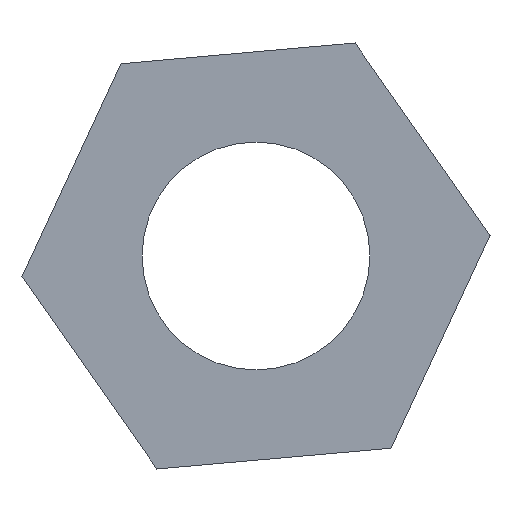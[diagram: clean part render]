
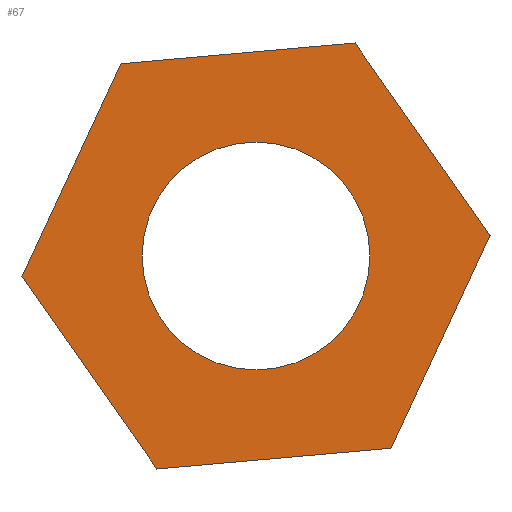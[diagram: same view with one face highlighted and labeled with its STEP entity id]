
A CAD part, left-side view. The second image highlights one B-rep face of the part: STEP entity #67.
In plain terms, the highlighted planar face has unit normal (-1, 0, 0).
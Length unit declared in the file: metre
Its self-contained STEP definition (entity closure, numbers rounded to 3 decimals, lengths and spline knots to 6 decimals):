
#67 = ADVANCED_FACE( '', ( #136, #137 ), #138, .F. );
#136 = FACE_OUTER_BOUND( '', #208, .T. );
#137 = FACE_BOUND( '', #209, .T. );
#138 = PLANE( '', #210 );
#208 = EDGE_LOOP( '', ( #318, #319, #320, #321, #322, #323 ) );
#209 = EDGE_LOOP( '', ( #324 ) );
#210 = AXIS2_PLACEMENT_3D( '', #325, #326, #327 );
#318 = ORIENTED_EDGE( '', *, *, #416, .F. );
#319 = ORIENTED_EDGE( '', *, *, #431, .F. );
#320 = ORIENTED_EDGE( '', *, *, #432, .F. );
#321 = ORIENTED_EDGE( '', *, *, #411, .F. );
#322 = ORIENTED_EDGE( '', *, *, #433, .F. );
#323 = ORIENTED_EDGE( '', *, *, #394, .F. );
#324 = ORIENTED_EDGE( '', *, *, #404, .F. );
#325 = CARTESIAN_POINT( '', ( -0.085109, -2.536666, 2.095995 ) );
#326 = DIRECTION( '', ( 1., 0., 0. ) );
#327 = DIRECTION( '', ( 0., 0., -1. ) );
#394 = EDGE_CURVE( '', #456, #457, #458, .T. );
#404 = EDGE_CURVE( '', #473, #473, #474, .T. );
#411 = EDGE_CURVE( '', #485, #486, #487, .T. );
#416 = EDGE_CURVE( '', #494, #456, #495, .T. );
#431 = EDGE_CURVE( '', #514, #494, #515, .T. );
#432 = EDGE_CURVE( '', #486, #514, #516, .T. );
#433 = EDGE_CURVE( '', #457, #485, #517, .T. );
#456 = VERTEX_POINT( '', #546 );
#457 = VERTEX_POINT( '', #547 );
#458 = LINE( '', #548, #549 );
#473 = VERTEX_POINT( '', #570 );
#474 = CIRCLE( '', #571, 0.004445 );
#485 = VERTEX_POINT( '', #586 );
#486 = VERTEX_POINT( '', #587 );
#487 = LINE( '', #588, #589 );
#494 = VERTEX_POINT( '', #599 );
#495 = LINE( '', #600, #601 );
#514 = VERTEX_POINT( '', #630 );
#515 = LINE( '', #631, #632 );
#516 = LINE( '', #633, #634 );
#517 = LINE( '', #635, #636 );
#546 = CARTESIAN_POINT( '', ( -0.085109, -2.675021, 1.998789 ) );
#547 = CARTESIAN_POINT( '', ( -0.085109, -2.665891, 1.99798 ) );
#548 = CARTESIAN_POINT( '', ( -0.085109, -2.670456, 1.998385 ) );
#549 = VECTOR( '', #658, 1. );
#570 = CARTESIAN_POINT( '', ( -0.085109, -2.6742, 2.006291 ) );
#571 = AXIS2_PLACEMENT_3D( '', #668, #669, #670 );
#586 = CARTESIAN_POINT( '', ( -0.085109, -2.660626, 2.005483 ) );
#587 = CARTESIAN_POINT( '', ( -0.085109, -2.66449, 2.013793 ) );
#588 = CARTESIAN_POINT( '', ( -0.085109, -2.662558, 2.009638 ) );
#589 = VECTOR( '', #675, 1. );
#599 = CARTESIAN_POINT( '', ( -0.085109, -2.678885, 2.0071 ) );
#600 = CARTESIAN_POINT( '', ( -0.085109, -2.676953, 2.002945 ) );
#601 = VECTOR( '', #679, 1. );
#630 = CARTESIAN_POINT( '', ( -0.085109, -2.67362, 2.014602 ) );
#631 = CARTESIAN_POINT( '', ( -0.085109, -2.676252, 2.010851 ) );
#632 = VECTOR( '', #690, 1. );
#633 = CARTESIAN_POINT( '', ( -0.085109, -2.669055, 2.014198 ) );
#634 = VECTOR( '', #691, 1. );
#635 = CARTESIAN_POINT( '', ( -0.085109, -2.663258, 2.001731 ) );
#636 = VECTOR( '', #692, 1. );
#658 = DIRECTION( '', ( 0., 0.996, -0.088 ) );
#668 = CARTESIAN_POINT( '', ( -0.085109, -2.669755, 2.006291 ) );
#669 = DIRECTION( '', ( -1., 0., 0. ) );
#670 = DIRECTION( '', ( 0., -1., 0. ) );
#675 = DIRECTION( '', ( 0., -0.422, 0.907 ) );
#679 = DIRECTION( '', ( 0., 0.422, -0.907 ) );
#690 = DIRECTION( '', ( 0., -0.574, -0.819 ) );
#691 = DIRECTION( '', ( 0., -0.996, 0.088 ) );
#692 = DIRECTION( '', ( 0., 0.574, 0.819 ) );
